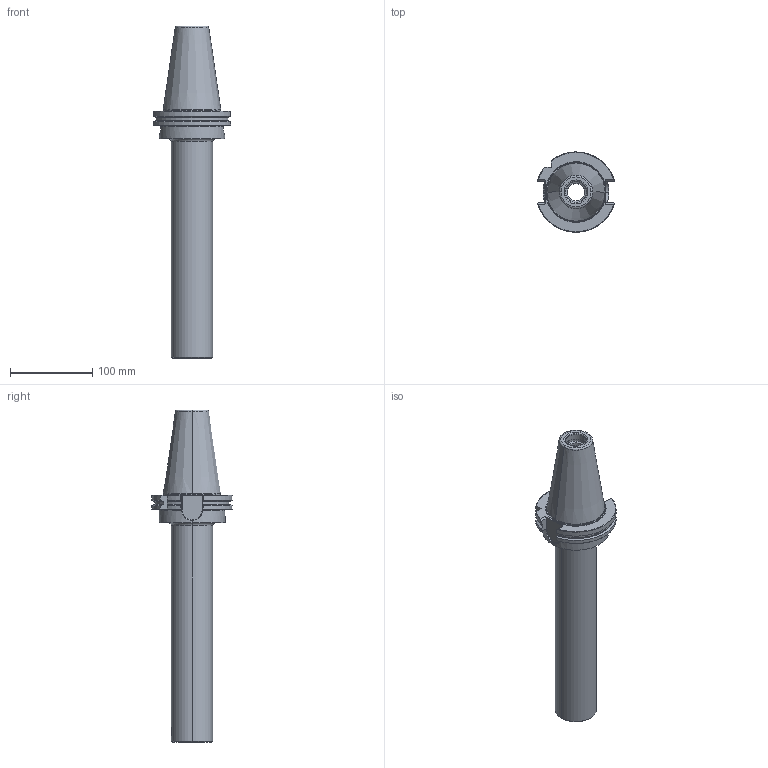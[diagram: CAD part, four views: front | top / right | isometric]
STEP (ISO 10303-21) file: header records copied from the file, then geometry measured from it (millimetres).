
FILE_DESCRIPTION(('no description'),'unknown implementation level');
FILE_NAME('8B5AE307-DDF8-4217-B112-D378ADFD3E15_export.stp',' ',('CIMSOURCE GmbH'),('CADClick - KiM GmbH - www.kimweb.de'),'unknown preprocess','ACIS','unknown authorization');
FILE_SCHEMA(('automotive_design'));
Length unit declared in the file: millimetre
Products named in the file (2): 328.233 Kaiser Schaft SK50B_VDxCK5Bx250xSD|690.435 Kaiser ETL M10 X 14 CK5;Schnitt-Linear austragen2; 328.233 Kaiser Schaft SK50B_VDxCK5Bx250xSD|328.233 Kaiser Schaft SK50B_VDxCK5Bx318xSD;Schnitt-Linear austragen2
Bounding box: 93.52 x 97.27 x 402.6 mm (x, y, z)
Volume: 817052.3 mm3; surface area: 109435.1 mm2
Topology: 2 solids, 2 shells, 188 faces, 467 edges, 286 vertices
Faces by surface type: plane 67, cone 56, cylinder 43, torus 22
Entity records: 11221 total; most frequent: CARTESIAN_POINT 1488, STYLED_ITEM 941, PRESENTATION_STYLE_ASSIGNMENT 941, COLOUR_RGB 941, DIRECTION 938, ORIENTED_EDGE 930, EDGE_CURVE 465, CURVE_STYLE 465
